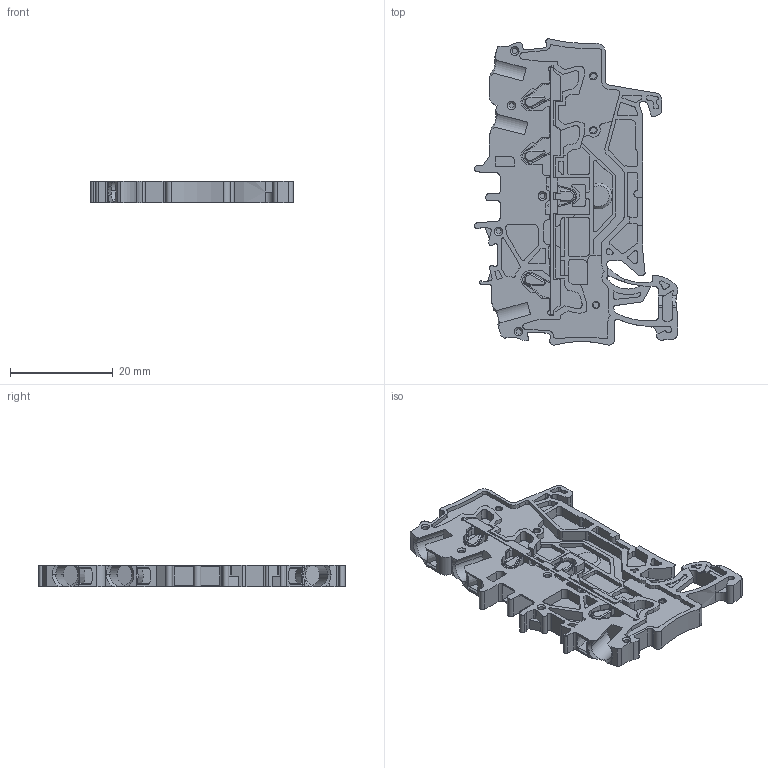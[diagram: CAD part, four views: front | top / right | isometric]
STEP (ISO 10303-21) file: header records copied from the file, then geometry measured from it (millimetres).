
FILE_DESCRIPTION (( 'STEP AP203' ), '1' );
FILE_NAME ('9473T179_Quick and Secure Modular DIN-Rail Terminal Block.STEP', '2024-04-16T18:28:14', ( 'Administrator' ), ( 'Managed by Terraform' ), 'SwSTEP 2.0', 'SolidWorks 2017', '' );
FILE_SCHEMA (( 'CONFIG_CONTROL_DESIGN' ));
Length unit declared in the file: millimetre
Products named in the file (1): 9473T179_Quick and Secure Modular DIN-Rail Terminal Block
Bounding box: 39.5 x 59.5 x 4.2 mm (x, y, z)
Volume: 4596.1 mm3; surface area: 6831.8 mm2
Topology: 8 solids, 8 shells, 960 faces, 2679 edges, 1768 vertices
Faces by surface type: plane 571, cylinder 346, cone 35, bspline 8
Entity records: 31177 total; most frequent: CARTESIAN_POINT 5869, ORIENTED_EDGE 5358, DIRECTION 5278, EDGE_CURVE 2679, LINE 1854, VECTOR 1854, VERTEX_POINT 1768, AXIS2_PLACEMENT_3D 1712
